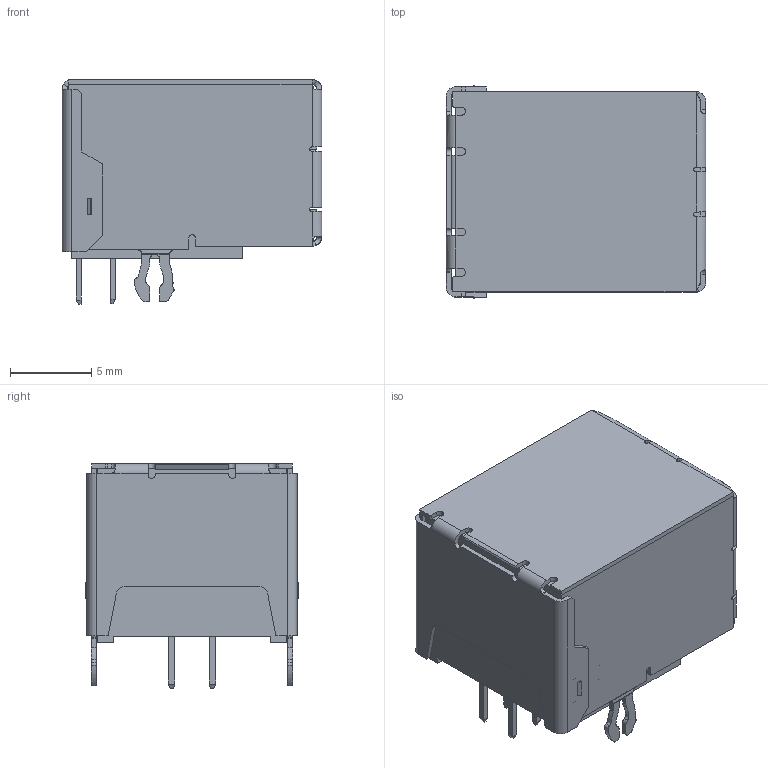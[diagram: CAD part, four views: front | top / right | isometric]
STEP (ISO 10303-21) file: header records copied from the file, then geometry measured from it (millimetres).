
FILE_DESCRIPTION(('FreeCAD Model'),'2;1');
FILE_NAME('Jack-UBS-B-FCI-61729-1011BLF.step','2020-11-06T17:36:23',('kicad StepUp' ),('ksu MCAD'),'Open CASCADE STEP processor 7.3','FreeCAD','Unknown' );
FILE_SCHEMA(('AUTOMOTIVE_DESIGN { 1 0 10303 214 1 1 1 1 }'));
Length unit declared in the file: millimetre
Products named in the file (1): Jack-UBS-B-FCI-61729-1011BLF
Bounding box: 15.94 x 13.12 x 13.8 mm (x, y, z)
Volume: 1522.6 mm3; surface area: 2936.6 mm2
Topology: 1 solids, 1 shells, 692 faces, 1926 edges, 1226 vertices
Faces by surface type: plane 460, cylinder 172, bspline 50, cone 10
Entity records: 28352 total; most frequent: CARTESIAN_POINT 5911, ORIENTED_EDGE 3852, DIRECTION 3374, EDGE_CURVE 1926, LINE 1512, VECTOR 1512, VERTEX_POINT 1226, AXIS2_PLACEMENT_3D 931
